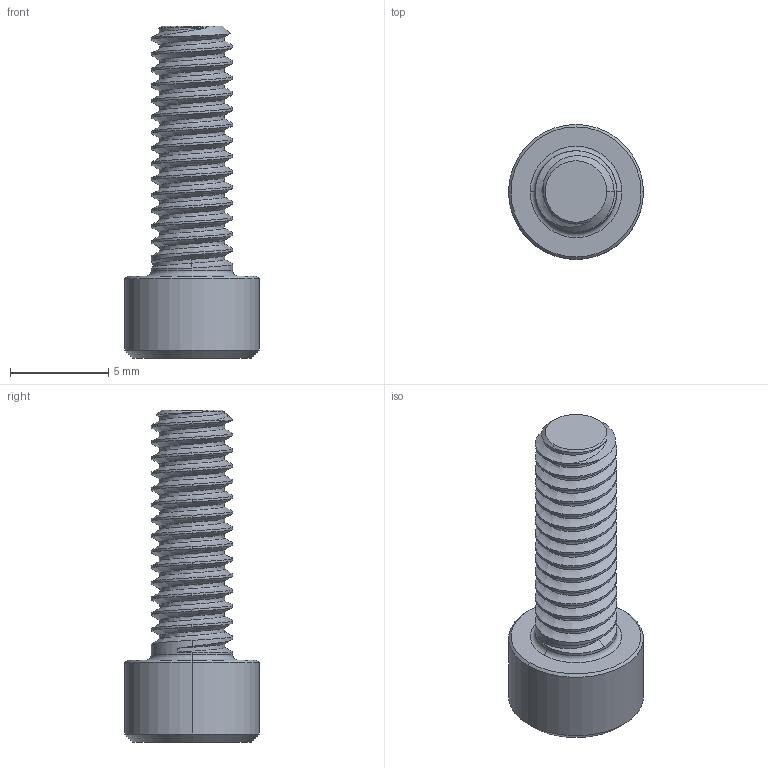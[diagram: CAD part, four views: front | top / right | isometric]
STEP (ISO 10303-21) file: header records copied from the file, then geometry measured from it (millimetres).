
FILE_DESCRIPTION (( 'STEP AP214' ), '1' );
FILE_NAME ('CarrLane-832050hcs-DEFAULT.STEP', '2010-07-18T16:59:50', ( 'sysAdmin' ), ( 'SolidWorks' ), 'SwSTEP 2.0', 'SolidWorks 2010', '' );
FILE_SCHEMA (( 'AUTOMOTIVE_DESIGN' ));
Length unit declared in the file: inch
Products named in the file (1): CarrLane-832050hcs-DEFAULT
Bounding box: 6.86 x 6.86 x 16.87 mm (x, y, z)
Volume: 258.6 mm3; surface area: 412.3 mm2
Topology: 1 solids, 1 shells, 72 faces, 179 edges, 109 vertices
Faces by surface type: cylinder 35, plane 15, cone 14, bspline 6, torus 2
Entity records: 12526 total; most frequent: CARTESIAN_POINT 10945, ORIENTED_EDGE 354, DIRECTION 264, EDGE_CURVE 177, VERTEX_POINT 109, AXIS2_PLACEMENT_3D 100, B_SPLINE_CURVE_WITH_KNOTS 80, EDGE_LOOP 74
